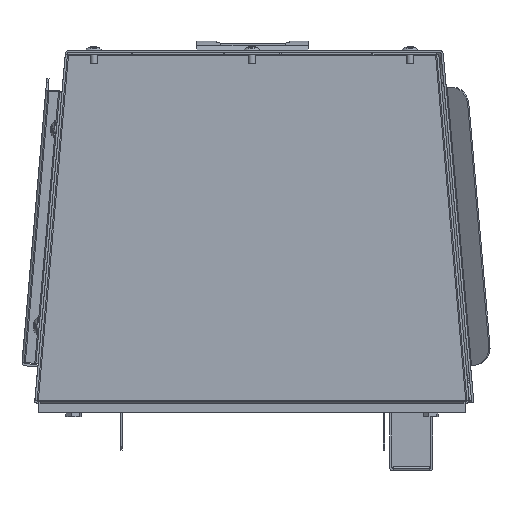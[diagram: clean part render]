
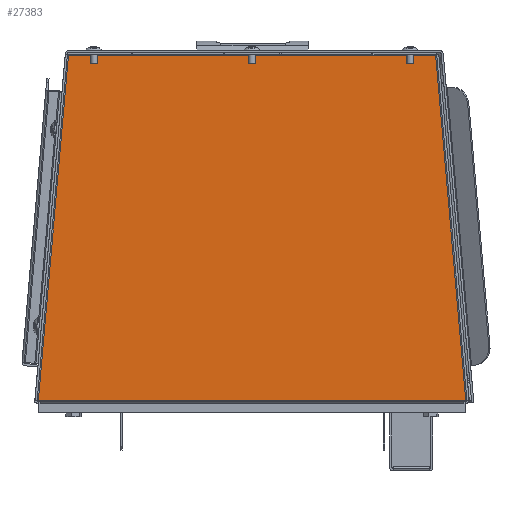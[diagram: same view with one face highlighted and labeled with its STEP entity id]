
A CAD part, front view. The second image highlights one B-rep face of the part: STEP entity #27383.
In plain terms, the highlighted planar face has unit normal (0, -1, 0).
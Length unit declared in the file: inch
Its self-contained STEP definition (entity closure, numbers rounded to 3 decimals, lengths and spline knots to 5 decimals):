
#1755 = CARTESIAN_POINT ( 'NONE',  ( 5.64348, 0.592, -3.58441 ) ) ;
#1841 = DIRECTION ( 'NONE',  ( 0., -1., 0. ) ) ;
#4570 = CARTESIAN_POINT ( 'NONE',  ( -4.94782, 0.592, 4.72161 ) ) ;
#5767 = EDGE_CURVE ( 'NONE', #16869, #49305, #26290, .T. ) ;
#5807 = DIRECTION ( 'NONE',  ( -1., 0., 0. ) ) ;
#5880 = VERTEX_POINT ( 'NONE', #62583 ) ;
#6737 = FACE_OUTER_BOUND ( 'NONE', #7576, .T. ) ;
#7472 = VECTOR ( 'NONE', #16826, 39.37008 ) ;
#7576 = EDGE_LOOP ( 'NONE', ( #40342, #53904, #33610, #24981, #58634, #19932 ) ) ;
#10160 = EDGE_CURVE ( 'NONE', #49305, #12327, #35248, .T. ) ;
#11189 = LINE ( 'NONE', #40640, #21888 ) ;
#11252 = DIRECTION ( 'NONE',  ( 1., 0., 0. ) ) ;
#12315 = PLANE ( 'NONE',  #24462 ) ;
#12327 = VERTEX_POINT ( 'NONE', #4570 ) ;
#16826 = DIRECTION ( 'NONE',  ( -0.087, 0., 0.996 ) ) ;
#16869 = VERTEX_POINT ( 'NONE', #62612 ) ;
#17243 = EDGE_CURVE ( 'NONE', #12327, #46710, #11189, .T. ) ;
#17451 = CARTESIAN_POINT ( 'NONE',  ( -5.75744, 0.592, -4.53239 ) ) ;
#19629 = VERTEX_POINT ( 'NONE', #38838 ) ;
#19932 = ORIENTED_EDGE ( 'NONE', *, *, #10160, .T. ) ;
#21888 = VECTOR ( 'NONE', #56013, 39.37008 ) ;
#22138 = CARTESIAN_POINT ( 'NONE',  ( -5.69946, 0.592, -4.57678 ) ) ;
#24462 = AXIS2_PLACEMENT_3D ( 'NONE', #22138, #1841, #26707 ) ;
#24981 = ORIENTED_EDGE ( 'NONE', *, *, #27902, .T. ) ;
#26290 = LINE ( 'NONE', #1755, #7472 ) ;
#26707 = DIRECTION ( 'NONE',  ( -0.087, 0., 0.996 ) ) ;
#27383 = ADVANCED_FACE ( 'NONE', ( #6737 ), #12315, .T. ) ;
#27902 = EDGE_CURVE ( 'NONE', #5880, #16869, #61629, .T. ) ;
#28696 = DIRECTION ( 'NONE',  ( -1., 0., 0. ) ) ;
#30013 = CARTESIAN_POINT ( 'NONE',  ( -5.75744, 0.592, -4.53239 ) ) ;
#31143 = EDGE_CURVE ( 'NONE', #5880, #19629, #47439, .T. ) ;
#33150 = EDGE_CURVE ( 'NONE', #46710, #19629, #55201, .T. ) ;
#33610 = ORIENTED_EDGE ( 'NONE', *, *, #31143, .F. ) ;
#35248 = LINE ( 'NONE', #50617, #63199 ) ;
#38838 = CARTESIAN_POINT ( 'NONE',  ( -5.69946, 0.592, -4.53239 ) ) ;
#40342 = ORIENTED_EDGE ( 'NONE', *, *, #17243, .T. ) ;
#40585 = VECTOR ( 'NONE', #40780, 39.37008 ) ;
#40640 = CARTESIAN_POINT ( 'NONE',  ( -4.94782, 0.592, 4.72161 ) ) ;
#40780 = DIRECTION ( 'NONE',  ( 1., 0., 0. ) ) ;
#42520 = CARTESIAN_POINT ( 'NONE',  ( 5.66844, 0.592, -4.53239 ) ) ;
#46710 = VERTEX_POINT ( 'NONE', #17451 ) ;
#47439 = LINE ( 'NONE', #42520, #59291 ) ;
#49305 = VERTEX_POINT ( 'NONE', #54916 ) ;
#50617 = CARTESIAN_POINT ( 'NONE',  ( 4.9168, 0.592, 4.72161 ) ) ;
#52762 = VECTOR ( 'NONE', #11252, 39.37008 ) ;
#53904 = ORIENTED_EDGE ( 'NONE', *, *, #33150, .T. ) ;
#54916 = CARTESIAN_POINT ( 'NONE',  ( 4.9168, 0.592, 4.72161 ) ) ;
#55201 = LINE ( 'NONE', #30013, #40585 ) ;
#56013 = DIRECTION ( 'NONE',  ( -0.087, 0., -0.996 ) ) ;
#58634 = ORIENTED_EDGE ( 'NONE', *, *, #5767, .T. ) ;
#59291 = VECTOR ( 'NONE', #28696, 39.37008 ) ;
#61629 = LINE ( 'NONE', #61947, #52762 ) ;
#61947 = CARTESIAN_POINT ( 'NONE',  ( 5.66844, 0.592, -4.53239 ) ) ;
#62583 = CARTESIAN_POINT ( 'NONE',  ( 5.66844, 0.592, -4.53239 ) ) ;
#62612 = CARTESIAN_POINT ( 'NONE',  ( 5.72642, 0.592, -4.53239 ) ) ;
#63199 = VECTOR ( 'NONE', #5807, 39.37008 ) ;
